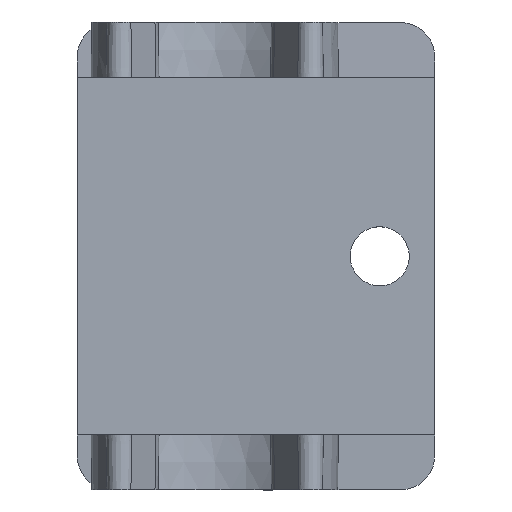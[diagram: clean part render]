
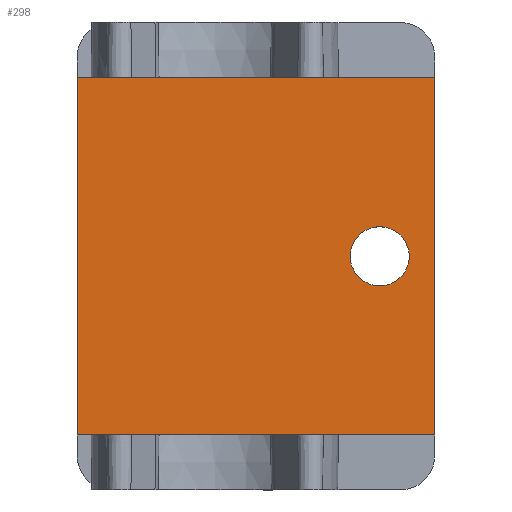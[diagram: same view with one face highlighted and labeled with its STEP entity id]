
A CAD part, top view. The second image highlights one B-rep face of the part: STEP entity #298.
In plain terms, the highlighted planar face has unit normal (0, 0, 1).
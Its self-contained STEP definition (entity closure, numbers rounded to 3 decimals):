
#228=AXIS2_PLACEMENT_3D('Plane Axis2P3D',#225,#226,#227) ;
#282=AXIS2_PLACEMENT_3D('Circle Axis2P3D',#280,#281,$) ;
#291=AXIS2_PLACEMENT_3D('Circle Axis2P3D',#289,#290,$) ;
#66=CARTESIAN_POINT('Vertex',(0.,30.,2.5)) ;
#69=CARTESIAN_POINT('Line Origine',(2.75,30.,2.5)) ;
#73=CARTESIAN_POINT('Vertex',(5.5,30.,2.5)) ;
#208=CARTESIAN_POINT('Vertex',(0.,4.,2.5)) ;
#211=CARTESIAN_POINT('Line Origine',(0.,17.,2.5)) ;
#225=CARTESIAN_POINT('Axis2P3D Location',(14.5,17.,2.5)) ;
#230=CARTESIAN_POINT('Line Origine',(20.25,4.,2.5)) ;
#234=CARTESIAN_POINT('Vertex',(14.5,4.,2.5)) ;
#236=CARTESIAN_POINT('Vertex',(26.,4.,2.5)) ;
#239=CARTESIAN_POINT('Line Origine',(26.,17.,2.5)) ;
#243=CARTESIAN_POINT('Vertex',(26.,30.,2.5)) ;
#246=CARTESIAN_POINT('Line Origine',(20.25,30.,2.5)) ;
#250=CARTESIAN_POINT('Vertex',(14.5,30.,2.5)) ;
#253=CARTESIAN_POINT('Line Origine',(10.,30.,2.5)) ;
#258=CARTESIAN_POINT('Line Origine',(2.75,4.,2.5)) ;
#262=CARTESIAN_POINT('Vertex',(5.5,4.,2.5)) ;
#265=CARTESIAN_POINT('Line Origine',(10.,4.,2.5)) ;
#280=CARTESIAN_POINT('Axis2P3D Location',(22.,17.,2.5)) ;
#284=CARTESIAN_POINT('Vertex',(22.,14.85,2.5)) ;
#286=CARTESIAN_POINT('Vertex',(22.,19.15,2.5)) ;
#289=CARTESIAN_POINT('Axis2P3D Location',(22.,17.,2.5)) ;
#70=DIRECTION('Vector Direction',(1.,0.,0.)) ;
#212=DIRECTION('Vector Direction',(0.,1.,0.)) ;
#226=DIRECTION('Axis2P3D Direction',(0.,0.,1.)) ;
#227=DIRECTION('Axis2P3D XDirection',(0.,-1.,0.)) ;
#231=DIRECTION('Vector Direction',(1.,0.,0.)) ;
#240=DIRECTION('Vector Direction',(0.,1.,0.)) ;
#247=DIRECTION('Vector Direction',(1.,0.,0.)) ;
#254=DIRECTION('Vector Direction',(-1.,0.,0.)) ;
#259=DIRECTION('Vector Direction',(1.,0.,0.)) ;
#266=DIRECTION('Vector Direction',(-1.,0.,0.)) ;
#281=DIRECTION('Axis2P3D Direction',(0.,0.,1.)) ;
#290=DIRECTION('Axis2P3D Direction',(0.,0.,1.)) ;
#71=VECTOR('Line Direction',#70,1.) ;
#213=VECTOR('Line Direction',#212,1.) ;
#232=VECTOR('Line Direction',#231,1.) ;
#241=VECTOR('Line Direction',#240,1.) ;
#248=VECTOR('Line Direction',#247,1.) ;
#255=VECTOR('Line Direction',#254,1.) ;
#260=VECTOR('Line Direction',#259,1.) ;
#267=VECTOR('Line Direction',#266,1.) ;
#271=ORIENTED_EDGE('',*,*,#238,.T.) ;
#272=ORIENTED_EDGE('',*,*,#245,.T.) ;
#273=ORIENTED_EDGE('',*,*,#252,.F.) ;
#274=ORIENTED_EDGE('',*,*,#257,.T.) ;
#275=ORIENTED_EDGE('',*,*,#75,.F.) ;
#276=ORIENTED_EDGE('',*,*,#215,.F.) ;
#277=ORIENTED_EDGE('',*,*,#264,.T.) ;
#278=ORIENTED_EDGE('',*,*,#269,.F.) ;
#295=ORIENTED_EDGE('',*,*,#288,.F.) ;
#296=ORIENTED_EDGE('',*,*,#293,.F.) ;
#297=FACE_BOUND('',#294,.T.) ;
#298=ADVANCED_FACE('Hauptkoerper',(#279,#297),#229,.T.) ;
#283=CIRCLE('generated circle',#282,2.15) ;
#292=CIRCLE('generated circle',#291,2.15) ;
#75=EDGE_CURVE('',#67,#74,#72,.T.) ;
#215=EDGE_CURVE('',#209,#67,#214,.T.) ;
#238=EDGE_CURVE('',#235,#237,#233,.T.) ;
#245=EDGE_CURVE('',#237,#244,#242,.T.) ;
#252=EDGE_CURVE('',#251,#244,#249,.T.) ;
#257=EDGE_CURVE('',#251,#74,#256,.T.) ;
#264=EDGE_CURVE('',#209,#263,#261,.T.) ;
#269=EDGE_CURVE('',#235,#263,#268,.T.) ;
#288=EDGE_CURVE('',#285,#287,#283,.T.) ;
#293=EDGE_CURVE('',#287,#285,#292,.T.) ;
#270=EDGE_LOOP('',(#271,#272,#273,#274,#275,#276,#277,#278)) ;
#294=EDGE_LOOP('',(#295,#296)) ;
#279=FACE_OUTER_BOUND('',#270,.T.) ;
#72=LINE('Line',#69,#71) ;
#214=LINE('Line',#211,#213) ;
#233=LINE('Line',#230,#232) ;
#242=LINE('Line',#239,#241) ;
#249=LINE('Line',#246,#248) ;
#256=LINE('Line',#253,#255) ;
#261=LINE('Line',#258,#260) ;
#268=LINE('Line',#265,#267) ;
#229=PLANE('',#228) ;
#67=VERTEX_POINT('',#66) ;
#74=VERTEX_POINT('',#73) ;
#209=VERTEX_POINT('',#208) ;
#235=VERTEX_POINT('',#234) ;
#237=VERTEX_POINT('',#236) ;
#244=VERTEX_POINT('',#243) ;
#251=VERTEX_POINT('',#250) ;
#263=VERTEX_POINT('',#262) ;
#285=VERTEX_POINT('',#284) ;
#287=VERTEX_POINT('',#286) ;
